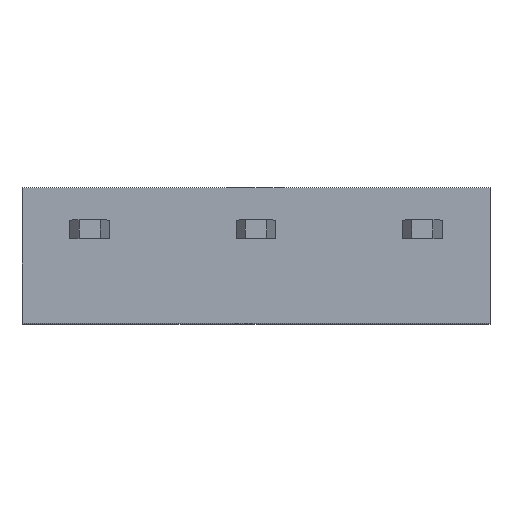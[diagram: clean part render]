
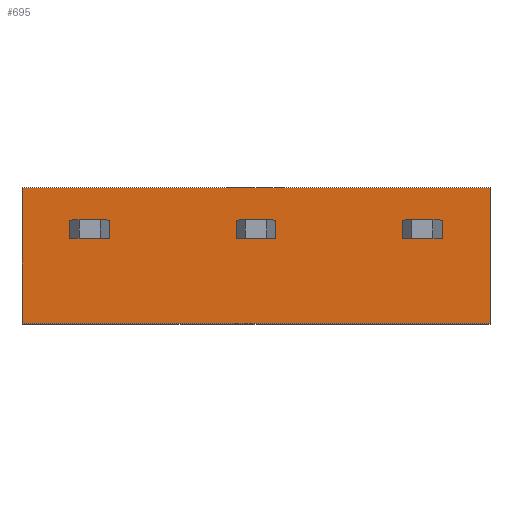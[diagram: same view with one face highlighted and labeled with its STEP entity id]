
A CAD part, top view. The second image highlights one B-rep face of the part: STEP entity #695.
In plain terms, the highlighted planar face has unit normal (0, 0, 1).
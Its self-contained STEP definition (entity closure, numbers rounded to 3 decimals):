
#3 = EDGE_CURVE ( 'NONE', #1210, #224, #1355, .T. ) ;
#52 = AXIS2_PLACEMENT_3D ( 'NONE', #1430, #1584, #1569 ) ;
#224 = VERTEX_POINT ( 'NONE', #1814 ) ;
#303 = ORIENTED_EDGE ( 'NONE', *, *, #932, .F. ) ;
#310 = ORIENTED_EDGE ( 'NONE', *, *, #1924, .T. ) ;
#349 = VERTEX_POINT ( 'NONE', #958 ) ;
#450 = CARTESIAN_POINT ( 'NONE',  ( -7.75, 4.5, -2. ) ) ;
#471 = VECTOR ( 'NONE', #1349, 1000. ) ;
#499 = EDGE_CURVE ( 'NONE', #1210, #1851, #725, .T. ) ;
#529 = VECTOR ( 'NONE', #1222, 1000. ) ;
#559 = CARTESIAN_POINT ( 'NONE',  ( -7.75, 4.5, -2. ) ) ;
#613 = EDGE_LOOP ( 'NONE', ( #310, #303, #1295, #1843 ) ) ;
#695 = ADVANCED_FACE ( 'NONE', ( #1164 ), #1770, .F. ) ;
#708 = CARTESIAN_POINT ( 'NONE',  ( -7.75, 4.5, -2. ) ) ;
#725 = LINE ( 'NONE', #559, #529 ) ;
#742 = CARTESIAN_POINT ( 'NONE',  ( 7.75, 4.5, -2. ) ) ;
#795 = CARTESIAN_POINT ( 'NONE',  ( -7.75, 0., -2. ) ) ;
#825 = LINE ( 'NONE', #1433, #1879 ) ;
#932 = EDGE_CURVE ( 'NONE', #224, #349, #1359, .T. ) ;
#958 = CARTESIAN_POINT ( 'NONE',  ( 7.75, 0., -2. ) ) ;
#998 = VECTOR ( 'NONE', #1519, 1000. ) ;
#1164 = FACE_OUTER_BOUND ( 'NONE', #613, .T. ) ;
#1210 = VERTEX_POINT ( 'NONE', #708 ) ;
#1222 = DIRECTION ( 'NONE',  ( 0., -1., 0. ) ) ;
#1295 = ORIENTED_EDGE ( 'NONE', *, *, #3, .F. ) ;
#1349 = DIRECTION ( 'NONE',  ( 0., -1., 0. ) ) ;
#1355 = LINE ( 'NONE', #450, #998 ) ;
#1359 = LINE ( 'NONE', #742, #471 ) ;
#1425 = DIRECTION ( 'NONE',  ( 1., 0., 0. ) ) ;
#1430 = CARTESIAN_POINT ( 'NONE',  ( -7.75, 4.5, -2. ) ) ;
#1433 = CARTESIAN_POINT ( 'NONE',  ( -7.75, 0., -2. ) ) ;
#1519 = DIRECTION ( 'NONE',  ( 1., 0., 0. ) ) ;
#1569 = DIRECTION ( 'NONE',  ( -1., 0., 0. ) ) ;
#1584 = DIRECTION ( 'NONE',  ( 0., 0., -1. ) ) ;
#1770 = PLANE ( 'NONE',  #52 ) ;
#1814 = CARTESIAN_POINT ( 'NONE',  ( 7.75, 4.5, -2. ) ) ;
#1843 = ORIENTED_EDGE ( 'NONE', *, *, #499, .T. ) ;
#1851 = VERTEX_POINT ( 'NONE', #795 ) ;
#1879 = VECTOR ( 'NONE', #1425, 1000. ) ;
#1924 = EDGE_CURVE ( 'NONE', #1851, #349, #825, .T. ) ;
